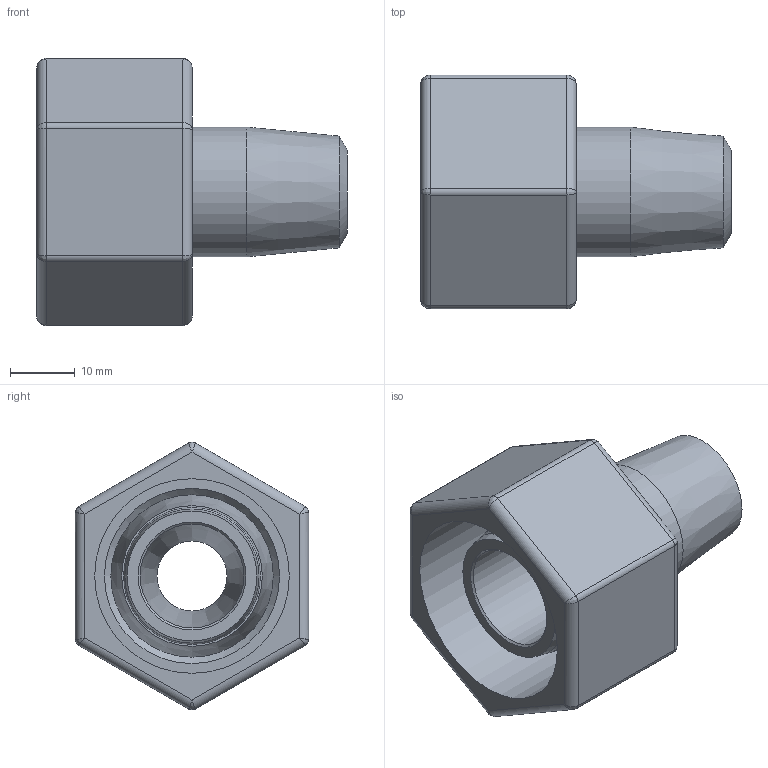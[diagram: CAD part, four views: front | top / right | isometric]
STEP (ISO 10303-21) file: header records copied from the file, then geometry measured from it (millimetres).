
FILE_DESCRIPTION(/* description */ (''),/* implementation_level */ '2;1');
FILE_NAME(/* name */ 'AKM20-17232.stp',/* time_stamp */ '2023-05-17T14:34:47+02:00',/* author */ (''),/* organization */ (''),/* preprocessor_version */ 'ST-DEVELOPER v16',/* originating_system */ 'SIEMENS PLM Software NX 10.0',/* authorisation */ '');
FILE_SCHEMA (('AUTOMOTIVE_DESIGN { 1 0 10303 214 3 1 1 1 }'));
Length unit declared in the file: millimetre
Products named in the file (4): AVIT_X-M; AVIT_X-O; AVIT_X-AK; AKM
Assembly tree (3 placements, depth 2):
  AKM
    AVIT_X-AK
    AVIT_X-O
    AVIT_X-M
Bounding box: 47.9 x 36 x 41.26 mm (x, y, z)
Volume: 20294.8 mm3; surface area: 11877.3 mm2
Topology: 3 solids, 3 shells, 60 faces, 124 edges, 59 vertices
Faces by surface type: cylinder 24, plane 13, bspline 12, cone 10, torus 1
Full cylindrical faces by diameter (mm): 10.8 x1, 16 x1, 20 x1, 20.2 x1, 25 x1, 30 x1
Entity records: 1627 total; most frequent: CARTESIAN_POINT 421, DIRECTION 256, ORIENTED_EDGE 188, AXIS2_PLACEMENT_3D 110, EDGE_CURVE 94, EDGE_LOOP 82, ADVANCED_FACE 60, VERTEX_POINT 59
